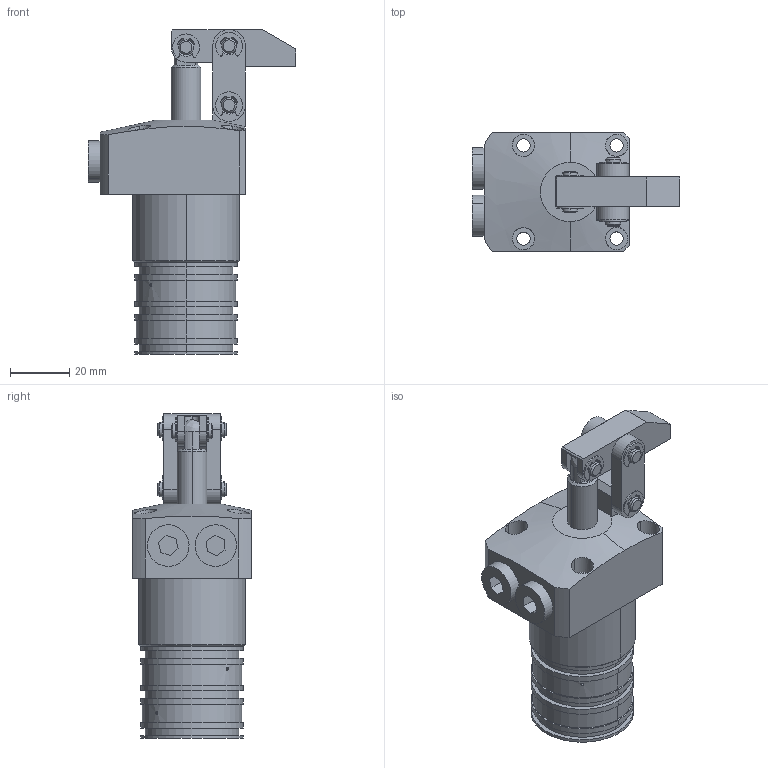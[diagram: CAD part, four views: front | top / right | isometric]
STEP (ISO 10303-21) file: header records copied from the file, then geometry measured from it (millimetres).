
FILE_DESCRIPTION (( 'STEP AP214' ), '1' );
FILE_NAME ('CLKA-036GM杠杆油压缸三维图 .STEP', '2021-02-01T06:10:25', ( 'PC' ), ( '' ), 'SwSTEP 2.0', 'SolidWorks 2016', '' );
FILE_SCHEMA (( 'AUTOMOTIVE_DESIGN' ));
Length unit declared in the file: millimetre
Products named in the file (9): CLKA036GM掛极 ; 囀鞠褒黑芛郔陔1-8; ｻ鏸鄕ﾋ_1_1_1; 揤旋_1; 种粣2_1; 种粣1_1; 蟀裝_1; 縐銅_1; CLKA-036GM杠杆油压缸三维图 
Assembly tree (16 placements, depth 2):
  CLKA-036GM杠杆油压缸三维图 
    縐銅_1  x6
    蟀裝_1  x2
    种粣1_1  x2
    种粣2_1
    揤旋_1
    ｻ鏸鄕ﾋ_1_1_1
    囀鞠褒黑芛郔陔1-8  x2
    CLKA036GM掛极 
Bounding box: 70 x 40 x 109.5 mm (x, y, z)
Volume: 91430.5 mm3; surface area: 30152.6 mm2
Topology: 15 solids, 17 shells, 437 faces, 1038 edges, 674 vertices
Faces by surface type: cylinder 217, plane 151, cone 61, bspline 8
Entity records: 9048 total; most frequent: CARTESIAN_POINT 2327, DIRECTION 1414, ORIENTED_EDGE 1226, EDGE_CURVE 616, AXIS2_PLACEMENT_3D 568, VERTEX_POINT 400, EDGE_LOOP 337, CIRCLE 285
